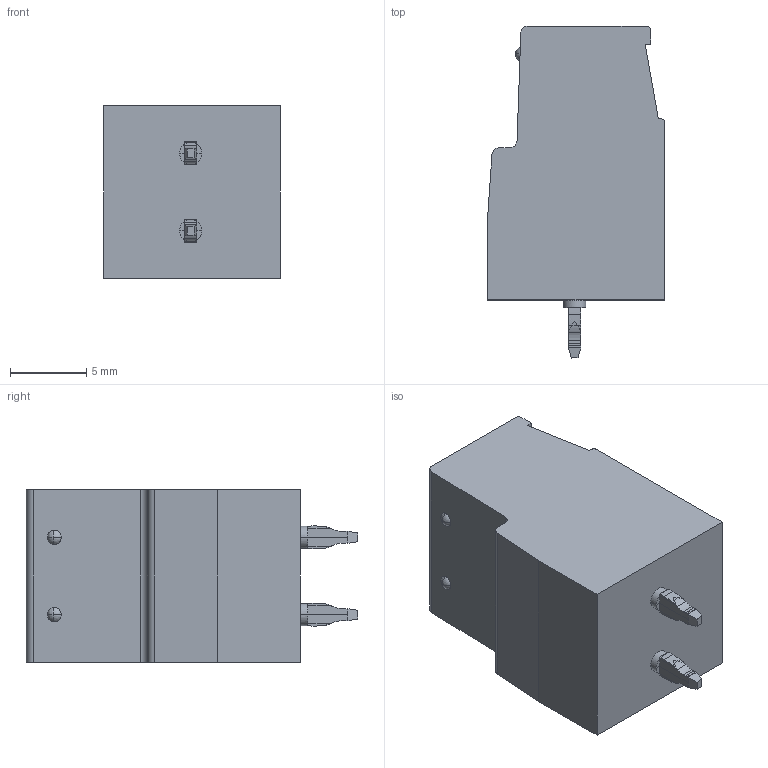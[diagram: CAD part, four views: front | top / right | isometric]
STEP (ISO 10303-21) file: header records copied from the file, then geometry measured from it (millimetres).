
FILE_DESCRIPTION(('SolidDesigner STEP Export'),'1');
FILE_NAME('emkds_2.5-2-5.08.stp','2000-06-20T12:59:10',(''),(''), 'SolidDesigner STEP processor Version: 7.0(Mar 1999)for AP214(CD)(Solid Model)', 'CoCreate SolidDesigner: 07.50 21-Dec-99(C) CoCreate Software GmbH','');
FILE_SCHEMA(('AUTOMOTIVE_DESIGN_CC2 {1 2 10303 214 -1 1 5 1}'));
Length unit declared in the file: millimetre
Products named in the file (2): emkds_2.5-2-5.08
Assembly tree (1 placements, depth 2):
  emkds_2.5-2-5.08
    emkds_2.5-2-5.08
Bounding box: 11.62 x 21.8 x 11.34 mm (x, y, z)
Volume: 2020.7 mm3; surface area: 1213.9 mm2
Topology: 1 solids, 1 shells, 213 faces, 525 edges, 328 vertices
Faces by surface type: plane 122, cylinder 79, torus 8, sphere 4
Entity records: 8266 total; most frequent: CARTESIAN_POINT 1916, ORIENTED_EDGE 1050, DIRECTION 849, EDGE_CURVE 525, VERTEX_POINT 328, VECTOR 295, LINE 295, AXIS2_PLACEMENT_3D 277
